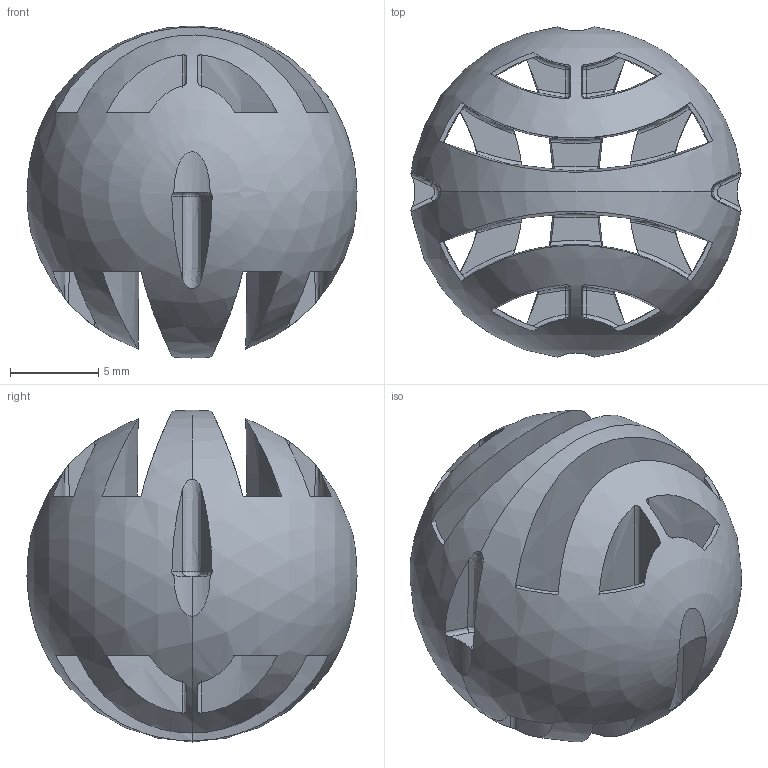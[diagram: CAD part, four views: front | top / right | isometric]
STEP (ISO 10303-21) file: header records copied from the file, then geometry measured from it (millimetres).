
FILE_DESCRIPTION (( 'STEP AP203' ), '1' );
FILE_NAME ('10-00149-001b.step', '2014-05-12T20:53:44', ( 'Nicholas Morozovsky' ), ( '' ), 'SwSTEP 2.0', 'SolidWorks 2012', '' );
FILE_SCHEMA (( 'CONFIG_CONTROL_DESIGN' ));
Length unit declared in the file: millimetre
Products named in the file (1): 10-00149-001b
Bounding box: 18.69 x 18.69 x 18.8 mm (x, y, z)
Volume: 2177.5 mm3; surface area: 2508.3 mm2
Topology: 1 solids, 1 shells, 197 faces, 564 edges, 355 vertices
Faces by surface type: torus 50, plane 48, cone 34, bspline 24, cylinder 21, sphere 20
Entity records: 7946 total; most frequent: CARTESIAN_POINT 3045, ORIENTED_EDGE 1120, DIRECTION 953, EDGE_CURVE 560, AXIS2_PLACEMENT_3D 467, VERTEX_POINT 353, CIRCLE 293, B_SPLINE_CURVE_WITH_KNOTS 248
